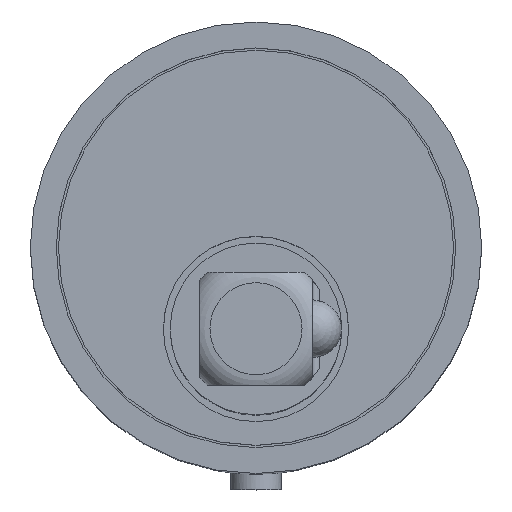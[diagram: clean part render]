
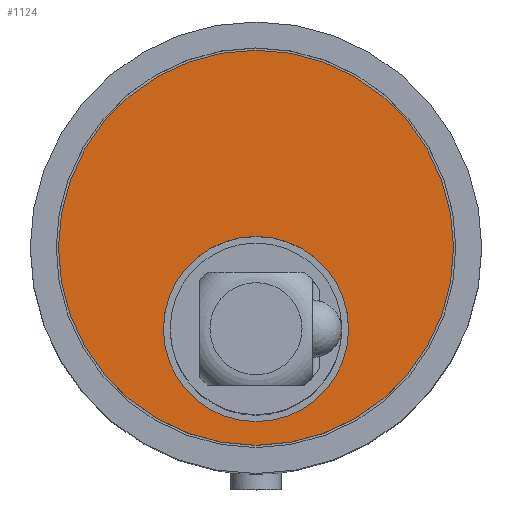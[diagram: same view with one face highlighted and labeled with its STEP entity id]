
A CAD part, top view. The second image highlights one B-rep face of the part: STEP entity #1124.
In plain terms, the highlighted face is planar.
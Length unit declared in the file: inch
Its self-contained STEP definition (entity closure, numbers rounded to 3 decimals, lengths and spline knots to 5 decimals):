
#1073=CARTESIAN_POINT('',(4.8816,0.04926,0.47));
#1074=VERTEX_POINT('',#1073);
#1075=CARTESIAN_POINT('',(4.6766,0.04926,0.47));
#1076=DIRECTION('',(0.0,0.0,-1.0));
#1077=DIRECTION('',(1.0,0.0,0.0));
#1078=AXIS2_PLACEMENT_3D('',#1075,#1076,#1077);
#1079=CIRCLE('',#1078,0.205);
#1080=EDGE_CURVE('',#1074,#1074,#1079,.T.);
#1101=CARTESIAN_POINT('',(4.2391,0.22926,0.47));
#1102=VERTEX_POINT('',#1101);
#1103=CARTESIAN_POINT('',(4.6766,0.22926,0.47));
#1104=DIRECTION('',(0.0,0.0,1.0));
#1105=DIRECTION('',(1.0,0.0,0.0));
#1106=AXIS2_PLACEMENT_3D('',#1103,#1104,#1105);
#1107=CIRCLE('',#1106,0.4375);
#1108=EDGE_CURVE('',#1102,#1102,#1107,.T.);
#1113=CARTESIAN_POINT('',(4.6766,0.22926,0.47));
#1114=DIRECTION('',(0.0,0.0,1.0));
#1115=DIRECTION('',(1.0,0.0,0.0));
#1116=AXIS2_PLACEMENT_3D('',#1113,#1114,#1115);
#1117=PLANE('',#1116);
#1118=ORIENTED_EDGE('',*,*,#1108,.T.);
#1119=EDGE_LOOP('',(#1118));
#1120=FACE_OUTER_BOUND('',#1119,.T.);
#1121=ORIENTED_EDGE('',*,*,#1080,.T.);
#1122=EDGE_LOOP('',(#1121));
#1123=FACE_BOUND('',#1122,.T.);
#1124=ADVANCED_FACE('',(#1120,#1123),#1117,.T.);
